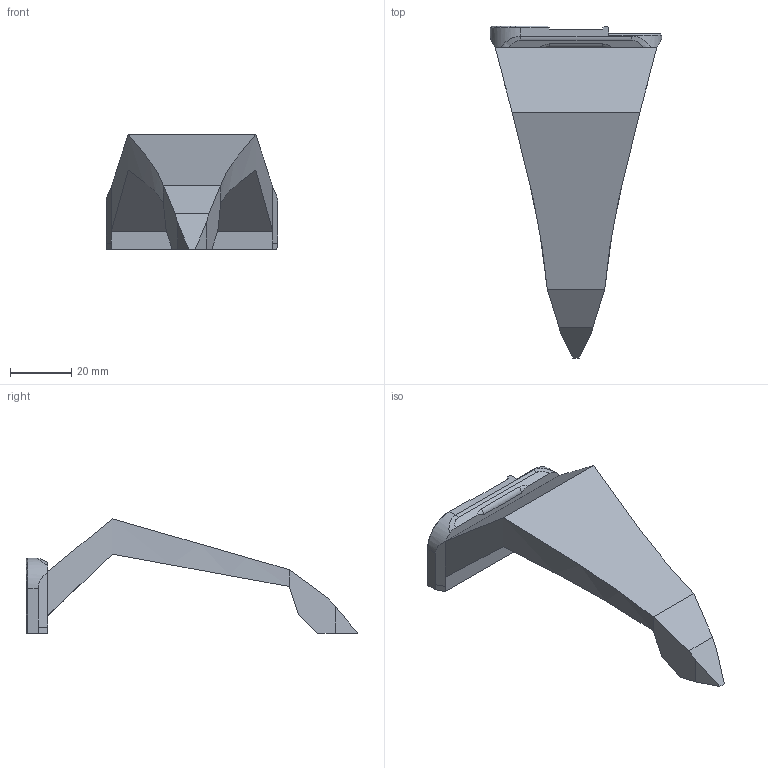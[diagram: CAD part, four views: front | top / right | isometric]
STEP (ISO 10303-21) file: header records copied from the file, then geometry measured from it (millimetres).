
FILE_DESCRIPTION (( 'STEP AP203' ), '1' );
FILE_NAME ('侂鍾標蛈-蜊.STEP', '2025-12-17T09:52:19', ( '' ), ( '' ), 'SwSTEP 2.0', 'SolidWorks 2025', '' );
FILE_SCHEMA (( 'CONFIG_CONTROL_DESIGN' ));
Length unit declared in the file: millimetre
Products named in the file (1): 松灵夹爪-改
Bounding box: 56 x 108.18 x 37.29 mm (x, y, z)
Volume: 37219.7 mm3; surface area: 12107.2 mm2
Topology: 1 solids, 1 shells, 81 faces, 204 edges, 129 vertices
Faces by surface type: plane 42, cylinder 24, bspline 11, cone 4
Entity records: 2892 total; most frequent: CARTESIAN_POINT 945, ORIENTED_EDGE 408, DIRECTION 351, EDGE_CURVE 204, VERTEX_POINT 129, VECTOR 121, LINE 121, AXIS2_PLACEMENT_3D 115
